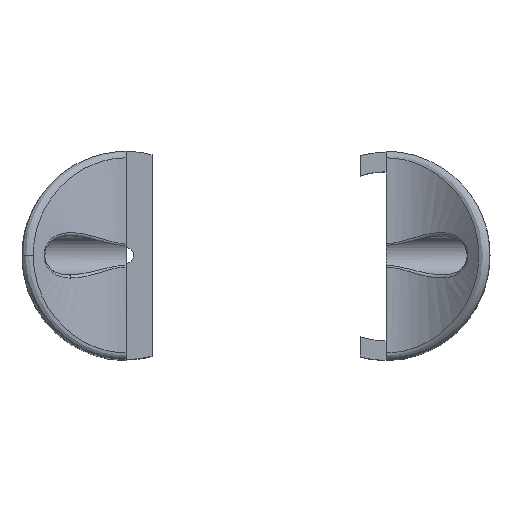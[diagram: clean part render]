
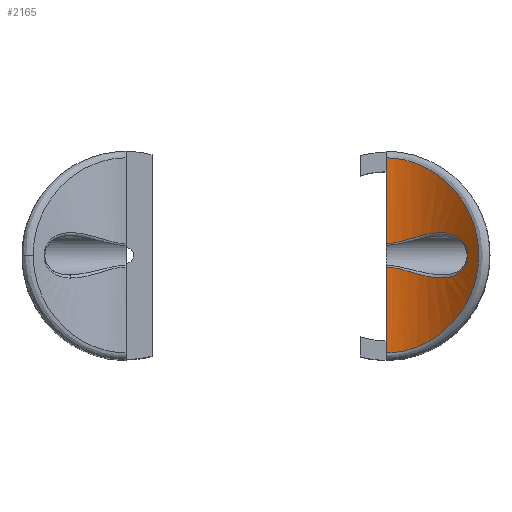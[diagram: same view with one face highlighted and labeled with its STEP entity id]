
A CAD part, top view. The second image highlights one B-rep face of the part: STEP entity #2165.
In plain terms, the highlighted free-form (B-spline) face has degree [5, 1] with [15, 2] control points.
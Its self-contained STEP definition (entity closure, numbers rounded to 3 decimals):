
#17=(
BOUNDED_SURFACE()
B_SPLINE_SURFACE(5,1,((#3723,#3724),(#3725,#3726),(#3727,#3728),(#3729,
#3730),(#3731,#3732),(#3733,#3734),(#3735,#3736),(#3737,#3738),(#3739,#3740),
(#3741,#3742),(#3743,#3744),(#3745,#3746),(#3747,#3748),(#3749,#3750),(#3751,
#3752)),.UNSPECIFIED.,.F.,.F.,.F.)
B_SPLINE_SURFACE_WITH_KNOTS((6,1,1,1,1,1,1,1,1,1,6),(2,2),(-1.,-0.9,-0.8,
-0.7,-0.6,-0.5,-0.4,-0.3,-0.2,-0.1,0.),(-0.802,0.802),
 .UNSPECIFIED.)
GEOMETRIC_REPRESENTATION_ITEM()
RATIONAL_B_SPLINE_SURFACE(((1.,1.),(1.,1.),(1.,1.),(1.,1.),(1.,1.),(1.,
1.),(1.,1.),(1.,1.),(1.,1.),(1.,1.),(1.,1.),(1.,1.),(1.,1.),(1.,1.),(1.,
1.)))
REPRESENTATION_ITEM('')
SURFACE()
);
#42=B_SPLINE_CURVE_WITH_KNOTS('',3,(#3696,#3697,#3698,#3699,#3700,#3701,
#3702,#3703,#3704,#3705,#3706,#3707,#3708,#3709),.UNSPECIFIED.,.F.,.F.,
(4,1,1,1,1,1,1,1,1,1,1,4),(4.185,4.384,4.583,
4.982,5.182,5.381,5.581,5.78,
6.179,6.578,6.777,6.976),
 .UNSPECIFIED.);
#44=B_SPLINE_CURVE_WITH_KNOTS('',3,(#3754,#3755,#3756,#3757),
 .UNSPECIFIED.,.F.,.F.,(4,4),(-0.662,-0.002),
 .UNSPECIFIED.);
#45=B_SPLINE_CURVE_WITH_KNOTS('',3,(#3759,#3760,#3761,#3762,#3763,#3764,
#3765,#3766,#3767,#3768,#3769,#3770,#3771,#3772,#3773,#3774,#3775,#3776,
#3777,#3778,#3779,#3780),.UNSPECIFIED.,.F.,.F.,(4,1,1,1,1,1,1,1,1,1,1,1,
1,1,1,1,1,1,1,4),(0.469,0.644,0.702,
0.934,1.05,1.094,1.138,1.167,
1.225,1.283,1.341,1.399,1.428,
1.457,1.515,1.632,1.748,1.864,
1.98,2.097),.UNSPECIFIED.);
#46=B_SPLINE_CURVE_WITH_KNOTS('',3,(#3781,#3782,#3783,#3784),
 .UNSPECIFIED.,.F.,.F.,(4,4),(-1.502,-0.842),
 .UNSPECIFIED.);
#192=FACE_OUTER_BOUND('',#307,.T.);
#307=EDGE_LOOP('',(#1538,#1539,#1540,#1541));
#916=VERTEX_POINT('',#3681);
#917=VERTEX_POINT('',#3695);
#918=VERTEX_POINT('',#3753);
#919=VERTEX_POINT('',#3758);
#1159=EDGE_CURVE('',#916,#917,#42,.T.);
#1161=EDGE_CURVE('',#918,#916,#44,.T.);
#1162=EDGE_CURVE('',#919,#918,#45,.T.);
#1163=EDGE_CURVE('',#917,#919,#46,.T.);
#1538=ORIENTED_EDGE('',*,*,#1161,.F.);
#1539=ORIENTED_EDGE('',*,*,#1162,.F.);
#1540=ORIENTED_EDGE('',*,*,#1163,.F.);
#1541=ORIENTED_EDGE('',*,*,#1159,.F.);
#2165=ADVANCED_FACE('',(#192),#17,.F.);
#3681=CARTESIAN_POINT('',(20.,7.5,56.5));
#3695=CARTESIAN_POINT('',(20.,-7.5,56.5));
#3696=CARTESIAN_POINT('Ctrl Pts',(20.,7.5,56.5));
#3697=CARTESIAN_POINT('Ctrl Pts',(20.555,7.5,56.5));
#3698=CARTESIAN_POINT('Ctrl Pts',(21.664,7.351,56.664));
#3699=CARTESIAN_POINT('Ctrl Pts',(23.659,6.551,57.492));
#3700=CARTESIAN_POINT('Ctrl Pts',(25.247,5.216,58.688));
#3701=CARTESIAN_POINT('Ctrl Pts',(26.399,3.411,59.756));
#3702=CARTESIAN_POINT('Ctrl Pts',(26.987,1.804,60.363));
#3703=CARTESIAN_POINT('Ctrl Pts',(27.209,0.002,
60.604));
#3704=CARTESIAN_POINT('Ctrl Pts',(26.913,-2.412,60.282));
#3705=CARTESIAN_POINT('Ctrl Pts',(25.637,-4.89,58.982));
#3706=CARTESIAN_POINT('Ctrl Pts',(23.661,-6.55,57.493));
#3707=CARTESIAN_POINT('Ctrl Pts',(21.663,-7.353,56.663));
#3708=CARTESIAN_POINT('Ctrl Pts',(20.555,-7.5,56.5));
#3709=CARTESIAN_POINT('Ctrl Pts',(20.,-7.5,56.5));
#3723=CARTESIAN_POINT('Ctrl Pts',(28.,-8.019,61.5));
#3724=CARTESIAN_POINT('Ctrl Pts',(28.,8.019,61.5));
#3725=CARTESIAN_POINT('Ctrl Pts',(27.68,-8.019,61.121));
#3726=CARTESIAN_POINT('Ctrl Pts',(27.68,8.019,61.121));
#3727=CARTESIAN_POINT('Ctrl Pts',(27.04,-8.019,60.395));
#3728=CARTESIAN_POINT('Ctrl Pts',(27.04,8.019,60.395));
#3729=CARTESIAN_POINT('Ctrl Pts',(26.08,-8.019,59.407));
#3730=CARTESIAN_POINT('Ctrl Pts',(26.08,8.019,59.407));
#3731=CARTESIAN_POINT('Ctrl Pts',(24.8,-8.019,58.29));
#3732=CARTESIAN_POINT('Ctrl Pts',(24.8,8.019,58.29));
#3733=CARTESIAN_POINT('Ctrl Pts',(23.2,-8.019,57.255));
#3734=CARTESIAN_POINT('Ctrl Pts',(23.2,8.019,57.255));
#3735=CARTESIAN_POINT('Ctrl Pts',(21.6,-8.019,56.611));
#3736=CARTESIAN_POINT('Ctrl Pts',(21.6,8.019,56.611));
#3737=CARTESIAN_POINT('Ctrl Pts',(20.,-8.019,56.39));
#3738=CARTESIAN_POINT('Ctrl Pts',(20.,8.019,56.39));
#3739=CARTESIAN_POINT('Ctrl Pts',(18.4,-8.019,56.611));
#3740=CARTESIAN_POINT('Ctrl Pts',(18.4,8.019,56.611));
#3741=CARTESIAN_POINT('Ctrl Pts',(16.8,-8.019,57.255));
#3742=CARTESIAN_POINT('Ctrl Pts',(16.8,8.019,57.255));
#3743=CARTESIAN_POINT('Ctrl Pts',(15.2,-8.019,58.29));
#3744=CARTESIAN_POINT('Ctrl Pts',(15.2,8.019,58.29));
#3745=CARTESIAN_POINT('Ctrl Pts',(13.92,-8.019,59.407));
#3746=CARTESIAN_POINT('Ctrl Pts',(13.92,8.019,59.407));
#3747=CARTESIAN_POINT('Ctrl Pts',(12.96,-8.019,60.395));
#3748=CARTESIAN_POINT('Ctrl Pts',(12.96,8.019,60.395));
#3749=CARTESIAN_POINT('Ctrl Pts',(12.32,-8.019,61.121));
#3750=CARTESIAN_POINT('Ctrl Pts',(12.32,8.019,61.121));
#3751=CARTESIAN_POINT('Ctrl Pts',(12.,-8.019,61.5));
#3752=CARTESIAN_POINT('Ctrl Pts',(12.,8.019,61.5));
#3753=CARTESIAN_POINT('',(20.,0.901,56.5));
#3754=CARTESIAN_POINT('Ctrl Pts',(20.,0.901,56.5));
#3755=CARTESIAN_POINT('Ctrl Pts',(20.,3.101,56.5));
#3756=CARTESIAN_POINT('Ctrl Pts',(20.,5.3,56.5));
#3757=CARTESIAN_POINT('Ctrl Pts',(20.,7.5,56.5));
#3758=CARTESIAN_POINT('',(20.,-0.901,56.5));
#3759=CARTESIAN_POINT('Ctrl Pts',(20.,-0.901,56.5));
#3760=CARTESIAN_POINT('Ctrl Pts',(20.574,-0.901,56.5));
#3761=CARTESIAN_POINT('Ctrl Pts',(21.32,-1.111,56.614));
#3762=CARTESIAN_POINT('Ctrl Pts',(22.726,-1.543,57.071));
#3763=CARTESIAN_POINT('Ctrl Pts',(23.92,-1.837,57.715));
#3764=CARTESIAN_POINT('Ctrl Pts',(24.983,-1.688,58.513));
#3765=CARTESIAN_POINT('Ctrl Pts',(25.483,-1.456,58.929));
#3766=CARTESIAN_POINT('Ctrl Pts',(25.744,-1.266,59.157));
#3767=CARTESIAN_POINT('Ctrl Pts',(26.004,-0.99,59.392));
#3768=CARTESIAN_POINT('Ctrl Pts',(26.234,-0.597,59.609));
#3769=CARTESIAN_POINT('Ctrl Pts',(26.344,-0.001,
59.716));
#3770=CARTESIAN_POINT('Ctrl Pts',(26.235,0.596,59.61));
#3771=CARTESIAN_POINT('Ctrl Pts',(26.005,0.989,59.393));
#3772=CARTESIAN_POINT('Ctrl Pts',(25.774,1.234,59.184));
#3773=CARTESIAN_POINT('Ctrl Pts',(25.519,1.436,58.96));
#3774=CARTESIAN_POINT('Ctrl Pts',(25.024,1.682,58.543));
#3775=CARTESIAN_POINT('Ctrl Pts',(24.237,1.793,57.953));
#3776=CARTESIAN_POINT('Ctrl Pts',(23.239,1.67,57.347));
#3777=CARTESIAN_POINT('Ctrl Pts',(22.204,1.391,56.88));
#3778=CARTESIAN_POINT('Ctrl Pts',(21.139,1.046,56.577));
#3779=CARTESIAN_POINT('Ctrl Pts',(20.383,0.901,56.5));
#3780=CARTESIAN_POINT('Ctrl Pts',(20.,0.901,56.5));
#3781=CARTESIAN_POINT('Ctrl Pts',(20.,-7.5,56.5));
#3782=CARTESIAN_POINT('Ctrl Pts',(20.,-5.3,56.5));
#3783=CARTESIAN_POINT('Ctrl Pts',(20.,-3.101,56.5));
#3784=CARTESIAN_POINT('Ctrl Pts',(20.,-0.901,56.5));
